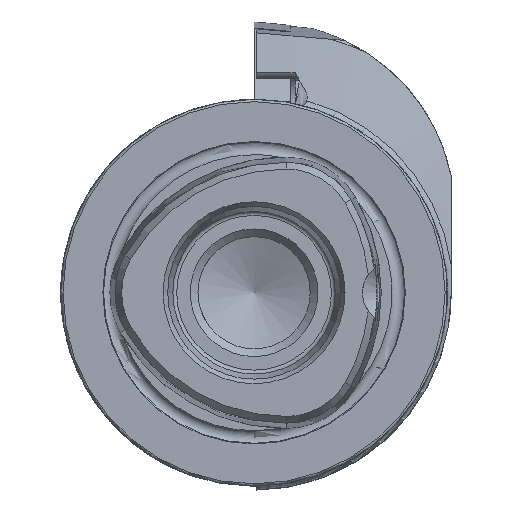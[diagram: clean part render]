
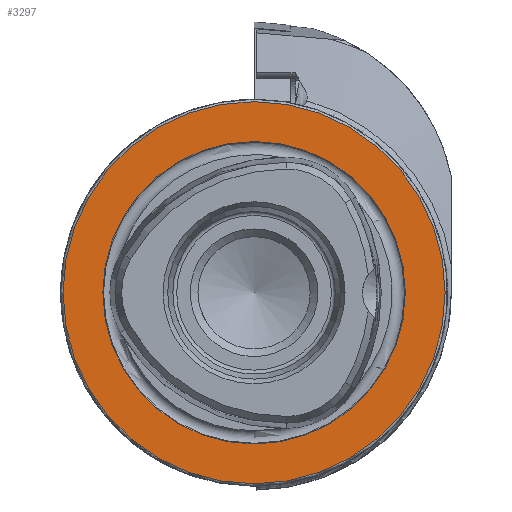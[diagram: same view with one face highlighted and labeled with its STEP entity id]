
A CAD part, left-side view. The second image highlights one B-rep face of the part: STEP entity #3297.
In plain terms, the highlighted planar face has unit normal (-1, 0, 0).
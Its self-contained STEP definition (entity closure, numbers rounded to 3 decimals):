
#852 = EDGE_LOOP ( 'NONE', ( #3067 ) ) ;
#1054 = EDGE_CURVE ( 'NONE', #4557, #4557, #4203, .T. ) ;
#1357 = EDGE_LOOP ( 'NONE', ( #4987 ) ) ;
#1503 = CARTESIAN_POINT ( 'NONE',  ( 0., 0., 19.55 ) ) ;
#1657 = AXIS2_PLACEMENT_3D ( 'NONE', #5766, #5256, #2072 ) ;
#2012 = PLANE ( 'NONE',  #1657 ) ;
#2072 = DIRECTION ( 'NONE',  ( 0., 0., -1. ) ) ;
#2630 = VERTEX_POINT ( 'NONE', #1503 ) ;
#3067 = ORIENTED_EDGE ( 'NONE', *, *, #3155, .F. ) ;
#3155 = EDGE_CURVE ( 'NONE', #2630, #2630, #4374, .T. ) ;
#3297 = ADVANCED_FACE ( 'NONE', ( #6400, #6325 ), #2012, .F. ) ;
#3550 = CARTESIAN_POINT ( 'NONE',  ( 0., 0., 0. ) ) ;
#3927 = CARTESIAN_POINT ( 'NONE',  ( 0., 0., 0. ) ) ;
#4203 = CIRCLE ( 'NONE', #4741, 24.7 ) ;
#4374 = CIRCLE ( 'NONE', #6120, 19.55 ) ;
#4557 = VERTEX_POINT ( 'NONE', #5259 ) ;
#4741 = AXIS2_PLACEMENT_3D ( 'NONE', #3927, #6066, #6096 ) ;
#4987 = ORIENTED_EDGE ( 'NONE', *, *, #1054, .T. ) ;
#5256 = DIRECTION ( 'NONE',  ( 1., 0., 0. ) ) ;
#5259 = CARTESIAN_POINT ( 'NONE',  ( 0., 0., 24.7 ) ) ;
#5650 = DIRECTION ( 'NONE',  ( -1., 0., 0. ) ) ;
#5676 = DIRECTION ( 'NONE',  ( 0., 0., 1. ) ) ;
#5766 = CARTESIAN_POINT ( 'NONE',  ( 0., 19.55, 0. ) ) ;
#6066 = DIRECTION ( 'NONE',  ( -1., 0., 0. ) ) ;
#6096 = DIRECTION ( 'NONE',  ( 0., 0., 1. ) ) ;
#6120 = AXIS2_PLACEMENT_3D ( 'NONE', #3550, #5650, #5676 ) ;
#6325 = FACE_OUTER_BOUND ( 'NONE', #1357, .T. ) ;
#6400 = FACE_BOUND ( 'NONE', #852, .T. ) ;
